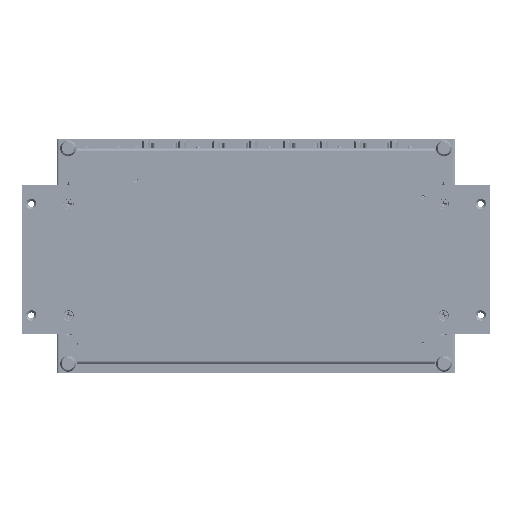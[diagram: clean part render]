
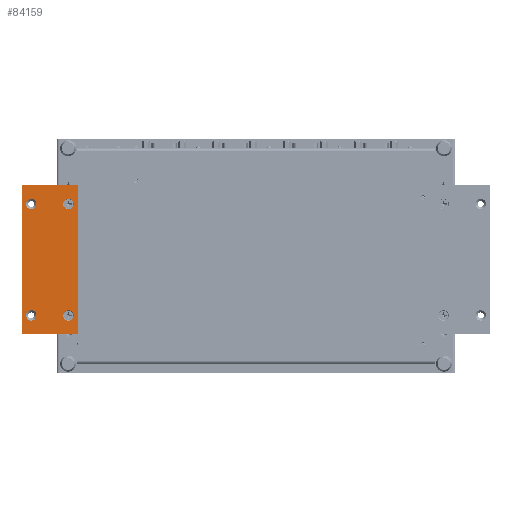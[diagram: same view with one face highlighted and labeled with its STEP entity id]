
A CAD part, front view. The second image highlights one B-rep face of the part: STEP entity #84159.
In plain terms, the highlighted planar face has unit normal (0, -1, 0).
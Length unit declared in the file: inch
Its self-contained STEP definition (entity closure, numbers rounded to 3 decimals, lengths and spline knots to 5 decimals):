
#234 = DIRECTION ( 'NONE',  ( 0., 0., 1. ) ) ;
#3196 = AXIS2_PLACEMENT_3D ( 'NONE', #153642, #414181, #233607 ) ;
#7282 = DIRECTION ( 'NONE',  ( 1., 0., 0. ) ) ;
#11879 = EDGE_CURVE ( 'NONE', #168881, #82647, #345849, .T. ) ;
#14748 = AXIS2_PLACEMENT_3D ( 'NONE', #450612, #411677, #335384 ) ;
#17834 = EDGE_LOOP ( 'NONE', ( #393717, #134252, #272641, #40935 ) ) ;
#18125 = VERTEX_POINT ( 'NONE', #47591 ) ;
#23893 = CARTESIAN_POINT ( 'NONE',  ( -6.76146, -0.92999, -1.08179 ) ) ;
#32532 = EDGE_CURVE ( 'NONE', #122264, #288389, #230127, .T. ) ;
#35960 = AXIS2_PLACEMENT_3D ( 'NONE', #361833, #431832, #101310 ) ;
#40935 = ORIENTED_EDGE ( 'NONE', *, *, #32532, .T. ) ;
#42826 = EDGE_CURVE ( 'NONE', #380895, #367856, #142338, .T. ) ;
#47591 = CARTESIAN_POINT ( 'NONE',  ( -5.76146, -0.92999, 1.91821 ) ) ;
#50820 = DIRECTION ( 'NONE',  ( 0., 1., 0. ) ) ;
#50880 = DIRECTION ( 'NONE',  ( 0., 0., 1. ) ) ;
#51330 = ORIENTED_EDGE ( 'NONE', *, *, #258789, .T. ) ;
#56347 = CIRCLE ( 'NONE', #3196, 0.14 ) ;
#58412 = FACE_OUTER_BOUND ( 'NONE', #17834, .T. ) ;
#61214 = AXIS2_PLACEMENT_3D ( 'NONE', #154859, #234810, #342227 ) ;
#73356 = EDGE_LOOP ( 'NONE', ( #51330, #479767 ) ) ;
#74720 = EDGE_CURVE ( 'NONE', #139586, #421786, #279458, .T. ) ;
#76149 = EDGE_CURVE ( 'NONE', #421786, #139586, #322101, .T. ) ;
#79260 = CARTESIAN_POINT ( 'NONE',  ( -5.76146, -0.92999, -1.08179 ) ) ;
#82647 = VERTEX_POINT ( 'NONE', #275978 ) ;
#84159 = ADVANCED_FACE ( 'NONE', ( #145752, #483505, #58412, #431262, #233366 ), #207141, .T. ) ;
#89224 = EDGE_LOOP ( 'NONE', ( #156290, #274453 ) ) ;
#101310 = DIRECTION ( 'NONE',  ( 0., 0., 1. ) ) ;
#122264 = VERTEX_POINT ( 'NONE', #478100 ) ;
#123797 = CARTESIAN_POINT ( 'NONE',  ( -5.76146, -0.92999, 1.77821 ) ) ;
#128217 = DIRECTION ( 'NONE',  ( 0., 1., 0. ) ) ;
#134252 = ORIENTED_EDGE ( 'NONE', *, *, #11879, .T. ) ;
#139586 = VERTEX_POINT ( 'NONE', #23893 ) ;
#142338 = CIRCLE ( 'NONE', #35960, 0.14 ) ;
#145752 = FACE_BOUND ( 'NONE', #89224, .T. ) ;
#150031 = CARTESIAN_POINT ( 'NONE',  ( -6.26146, -0.92999, 0.27821 ) ) ;
#153642 = CARTESIAN_POINT ( 'NONE',  ( -5.76146, -0.92999, -1.22179 ) ) ;
#154859 = CARTESIAN_POINT ( 'NONE',  ( -6.76146, -0.92999, -1.22179 ) ) ;
#156290 = ORIENTED_EDGE ( 'NONE', *, *, #345811, .T. ) ;
#157108 = AXIS2_PLACEMENT_3D ( 'NONE', #352917, #128217, #313924 ) ;
#161258 = DIRECTION ( 'NONE',  ( 0., 0., 1. ) ) ;
#161590 = CARTESIAN_POINT ( 'NONE',  ( -5.51146, -0.92999, 2.27821 ) ) ;
#161676 = CARTESIAN_POINT ( 'NONE',  ( -6.76146, -0.92999, 1.77821 ) ) ;
#163109 = EDGE_CURVE ( 'NONE', #188503, #18125, #257347, .T. ) ;
#168881 = VERTEX_POINT ( 'NONE', #371474 ) ;
#178093 = CARTESIAN_POINT ( 'NONE',  ( -7.01146, -0.92999, 2.27821 ) ) ;
#184378 = DIRECTION ( 'NONE',  ( 0., -1., 0. ) ) ;
#188503 = VERTEX_POINT ( 'NONE', #407008 ) ;
#195795 = ORIENTED_EDGE ( 'NONE', *, *, #74720, .T. ) ;
#205370 = VERTEX_POINT ( 'NONE', #407333 ) ;
#207141 = PLANE ( 'NONE',  #311730 ) ;
#215565 = DIRECTION ( 'NONE',  ( -1., 0., 0. ) ) ;
#215968 = ORIENTED_EDGE ( 'NONE', *, *, #163109, .T. ) ;
#225248 = CIRCLE ( 'NONE', #447147, 0.14 ) ;
#227719 = VECTOR ( 'NONE', #438071, 39.37008 ) ;
#230127 = LINE ( 'NONE', #376993, #270873 ) ;
#233366 = FACE_BOUND ( 'NONE', #267053, .T. ) ;
#233607 = DIRECTION ( 'NONE',  ( 0., 0., 1. ) ) ;
#234810 = DIRECTION ( 'NONE',  ( 0., 1., 0. ) ) ;
#235572 = VERTEX_POINT ( 'NONE', #79260 ) ;
#235742 = VECTOR ( 'NONE', #215565, 39.37008 ) ;
#249992 = ORIENTED_EDGE ( 'NONE', *, *, #394163, .T. ) ;
#251115 = CARTESIAN_POINT ( 'NONE',  ( -5.51146, -0.92999, -1.72179 ) ) ;
#257347 = CIRCLE ( 'NONE', #366619, 0.14 ) ;
#258789 = EDGE_CURVE ( 'NONE', #235572, #205370, #458565, .T. ) ;
#267053 = EDGE_LOOP ( 'NONE', ( #195795, #276351 ) ) ;
#267356 = EDGE_LOOP ( 'NONE', ( #249992, #215968 ) ) ;
#267695 = AXIS2_PLACEMENT_3D ( 'NONE', #161676, #422146, #50880 ) ;
#269339 = EDGE_CURVE ( 'NONE', #288389, #168881, #391108, .T. ) ;
#269612 = EDGE_CURVE ( 'NONE', #82647, #122264, #413843, .T. ) ;
#270873 = VECTOR ( 'NONE', #7282, 39.37008 ) ;
#272641 = ORIENTED_EDGE ( 'NONE', *, *, #269612, .T. ) ;
#272651 = CIRCLE ( 'NONE', #267695, 0.14 ) ;
#274453 = ORIENTED_EDGE ( 'NONE', *, *, #42826, .T. ) ;
#275978 = CARTESIAN_POINT ( 'NONE',  ( -7.01146, -0.92999, 2.27821 ) ) ;
#276351 = ORIENTED_EDGE ( 'NONE', *, *, #76149, .T. ) ;
#279458 = CIRCLE ( 'NONE', #157108, 0.14 ) ;
#288389 = VERTEX_POINT ( 'NONE', #251115 ) ;
#292343 = VECTOR ( 'NONE', #382988, 39.37008 ) ;
#311730 = AXIS2_PLACEMENT_3D ( 'NONE', #150031, #184378, #234 ) ;
#313924 = DIRECTION ( 'NONE',  ( 0., 0., 1. ) ) ;
#322101 = CIRCLE ( 'NONE', #61214, 0.14 ) ;
#328348 = EDGE_CURVE ( 'NONE', #205370, #235572, #56347, .T. ) ;
#335384 = DIRECTION ( 'NONE',  ( 0., 0., 1. ) ) ;
#342227 = DIRECTION ( 'NONE',  ( 0., 0., 1. ) ) ;
#345811 = EDGE_CURVE ( 'NONE', #367856, #380895, #272651, .T. ) ;
#345849 = LINE ( 'NONE', #178093, #235742 ) ;
#347130 = CARTESIAN_POINT ( 'NONE',  ( -6.76146, -0.92999, 1.63821 ) ) ;
#352917 = CARTESIAN_POINT ( 'NONE',  ( -6.76146, -0.92999, -1.22179 ) ) ;
#358485 = CARTESIAN_POINT ( 'NONE',  ( -7.01146, -0.92999, 2.27821 ) ) ;
#361833 = CARTESIAN_POINT ( 'NONE',  ( -6.76146, -0.92999, 1.77821 ) ) ;
#366619 = AXIS2_PLACEMENT_3D ( 'NONE', #457859, #50820, #383022 ) ;
#367573 = CARTESIAN_POINT ( 'NONE',  ( -6.76146, -0.92999, -1.36179 ) ) ;
#367856 = VERTEX_POINT ( 'NONE', #394475 ) ;
#371474 = CARTESIAN_POINT ( 'NONE',  ( -5.51146, -0.92999, 2.27821 ) ) ;
#376993 = CARTESIAN_POINT ( 'NONE',  ( -7.01146, -0.92999, -1.72179 ) ) ;
#380895 = VERTEX_POINT ( 'NONE', #347130 ) ;
#382988 = DIRECTION ( 'NONE',  ( 0., 0., 1. ) ) ;
#383022 = DIRECTION ( 'NONE',  ( 0., 0., 1. ) ) ;
#384248 = DIRECTION ( 'NONE',  ( 0., 1., 0. ) ) ;
#391108 = LINE ( 'NONE', #161590, #292343 ) ;
#393717 = ORIENTED_EDGE ( 'NONE', *, *, #269339, .T. ) ;
#394163 = EDGE_CURVE ( 'NONE', #18125, #188503, #225248, .T. ) ;
#394475 = CARTESIAN_POINT ( 'NONE',  ( -6.76146, -0.92999, 1.91821 ) ) ;
#407008 = CARTESIAN_POINT ( 'NONE',  ( -5.76146, -0.92999, 1.63821 ) ) ;
#407333 = CARTESIAN_POINT ( 'NONE',  ( -5.76146, -0.92999, -1.36179 ) ) ;
#411677 = DIRECTION ( 'NONE',  ( 0., 1., 0. ) ) ;
#413843 = LINE ( 'NONE', #358485, #227719 ) ;
#414181 = DIRECTION ( 'NONE',  ( 0., 1., 0. ) ) ;
#421786 = VERTEX_POINT ( 'NONE', #367573 ) ;
#422146 = DIRECTION ( 'NONE',  ( 0., 1., 0. ) ) ;
#431262 = FACE_BOUND ( 'NONE', #73356, .T. ) ;
#431832 = DIRECTION ( 'NONE',  ( 0., 1., 0. ) ) ;
#438071 = DIRECTION ( 'NONE',  ( 0., 0., -1. ) ) ;
#447147 = AXIS2_PLACEMENT_3D ( 'NONE', #123797, #384248, #161258 ) ;
#450612 = CARTESIAN_POINT ( 'NONE',  ( -5.76146, -0.92999, -1.22179 ) ) ;
#457859 = CARTESIAN_POINT ( 'NONE',  ( -5.76146, -0.92999, 1.77821 ) ) ;
#458565 = CIRCLE ( 'NONE', #14748, 0.14 ) ;
#478100 = CARTESIAN_POINT ( 'NONE',  ( -7.01146, -0.92999, -1.72179 ) ) ;
#479767 = ORIENTED_EDGE ( 'NONE', *, *, #328348, .T. ) ;
#483505 = FACE_BOUND ( 'NONE', #267356, .T. ) ;
